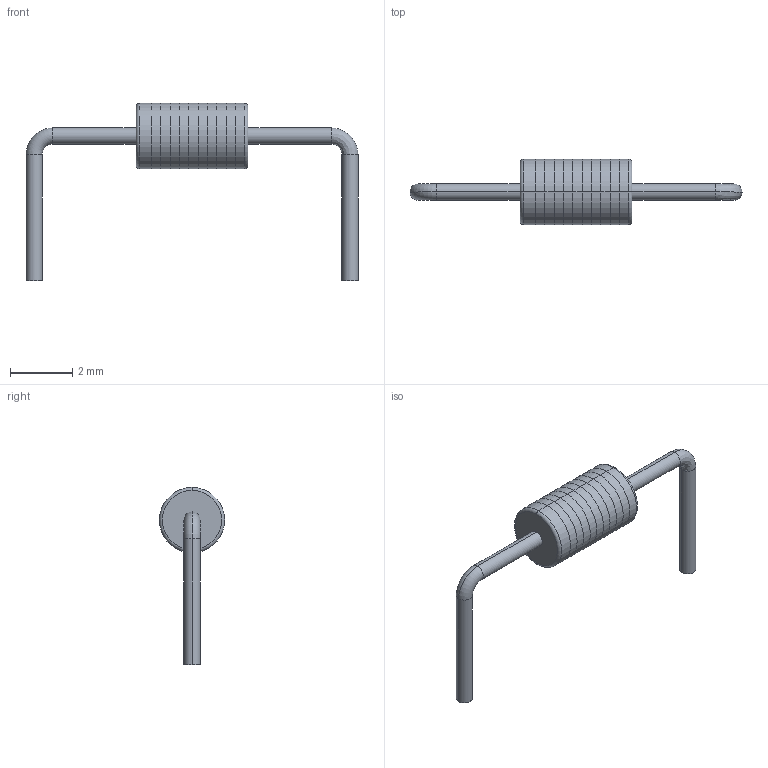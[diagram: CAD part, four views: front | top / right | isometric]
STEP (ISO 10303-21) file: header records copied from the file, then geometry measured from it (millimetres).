
FILE_DESCRIPTION((''),'2;1');
FILE_NAME('RES1016-360X210.stp','2012-08-21T10:17:18',(''),(''),'Mechanical Desktop 2011','Mechanical Desktop 2011',', , ');
FILE_SCHEMA(('AUTOMOTIVE_DESIGN { 1 2 10303 214 1 1 1 1 }'));
Length unit declared in the file: millimetre
Products named in the file (1): Product
Bounding box: 10.68 x 2.1 x 5.7 mm (x, y, z)
Volume: 15.7 mm3; surface area: 125.3 mm2
Topology: 13 solids, 13 shells, 64 faces, 102 edges, 64 vertices
Faces by surface type: cylinder 26, plane 24, bspline 8, torus 6
Entity records: 1689 total; most frequent: CARTESIAN_POINT 393, DIRECTION 288, ORIENTED_EDGE 204, AXIS2_PLACEMENT_3D 129, EDGE_CURVE 102, CIRCLE 72, VERTEX_POINT 64, EDGE_LOOP 64
